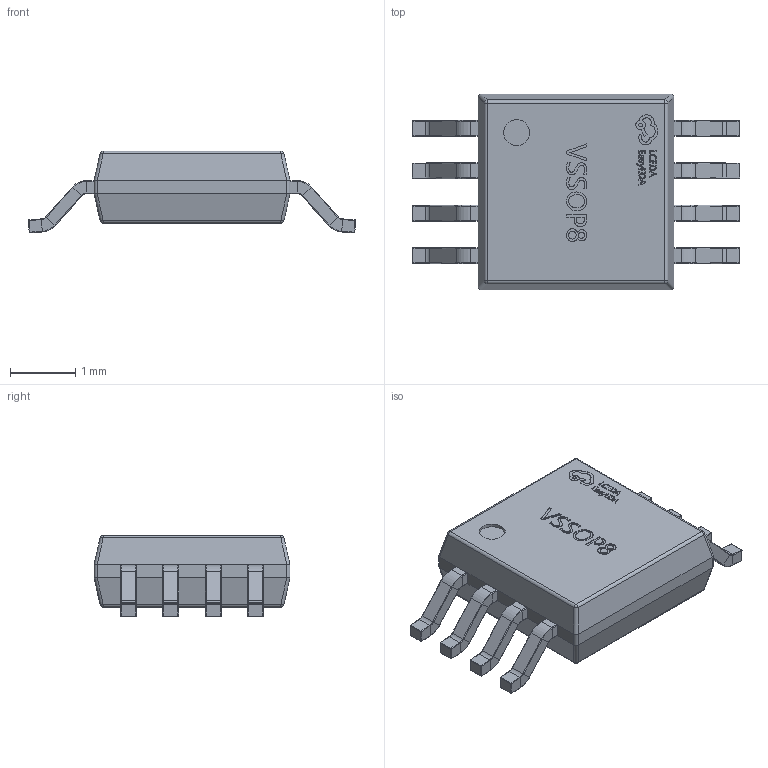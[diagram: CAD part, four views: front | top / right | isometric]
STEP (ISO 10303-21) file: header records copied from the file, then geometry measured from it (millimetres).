
FILE_DESCRIPTION (( 'STEP AP214' ), '1' );
FILE_NAME ('VSSOP-8_L3.0-W3.0-H1.1-LS4.9-P0.65.step', '2022-07-26T10:55:56', ( '' ), ( '' ), 'SwSTEP 2.0', 'SolidWorks 2020', '' );
FILE_SCHEMA (( 'AUTOMOTIVE_DESIGN' ));
Length unit declared in the file: millimetre
Products named in the file (1): VSSOP-8_L3.0-W3.0-H1.1-LS4.9-P0.65
Bounding box: 5.01 x 3 x 1.25 mm (x, y, z)
Volume: 9.8 mm3; surface area: 38.1 mm2
Topology: 22 solids, 22 shells, 827 faces, 1943 edges, 1162 vertices
Faces by surface type: plane 367, cylinder 182, bspline 166, torus 64, sphere 48
Entity records: 36613 total; most frequent: CARTESIAN_POINT 9555, ORIENTED_EDGE 3822, DIRECTION 3303, EDGE_CURVE 1911, VERTEX_POINT 1146, LINE 1123, VECTOR 1123, AXIS2_PLACEMENT_3D 1090
